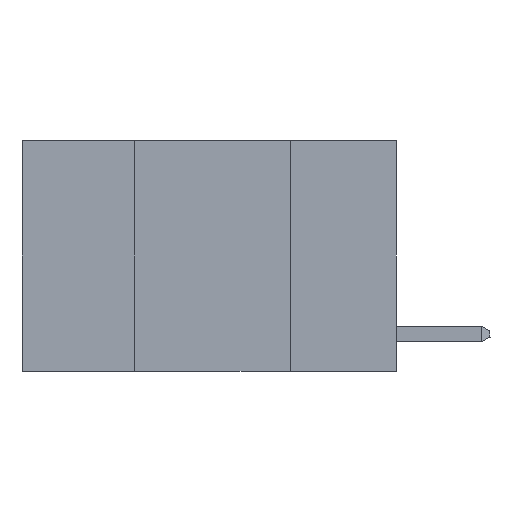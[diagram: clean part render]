
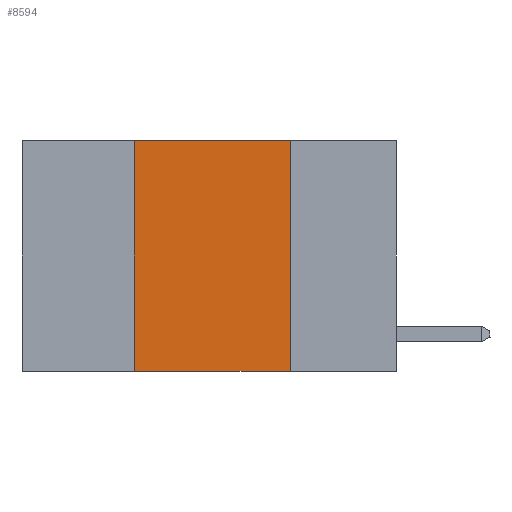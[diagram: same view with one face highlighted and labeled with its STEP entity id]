
A CAD part, left-side view. The second image highlights one B-rep face of the part: STEP entity #8594.
In plain terms, the highlighted planar face has unit normal (-1, 0, 0).
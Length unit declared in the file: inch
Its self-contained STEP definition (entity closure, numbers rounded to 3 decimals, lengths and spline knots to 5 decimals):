
#398 = AXIS2_PLACEMENT_3D ( 'NONE', #1758, #1944, #1010 ) ;
#434 = DIRECTION ( 'NONE',  ( 0., -1., 0. ) ) ;
#476 = VERTEX_POINT ( 'NONE', #5649 ) ;
#1010 = DIRECTION ( 'NONE',  ( 0., 0., -1. ) ) ;
#1738 = VECTOR ( 'NONE', #434, 39.37008 ) ;
#1758 = CARTESIAN_POINT ( 'NONE',  ( 0., 0.6, 0. ) ) ;
#1944 = DIRECTION ( 'NONE',  ( 1., 0., 0. ) ) ;
#2110 = LINE ( 'NONE', #6750, #2493 ) ;
#2493 = VECTOR ( 'NONE', #8902, 39.37008 ) ;
#3164 = EDGE_CURVE ( 'NONE', #476, #6732, #2110, .T. ) ;
#3190 = DIRECTION ( 'NONE',  ( 0., 0., 1. ) ) ;
#3442 = CARTESIAN_POINT ( 'NONE',  ( 0., 0.6, -0.37 ) ) ;
#4164 = ORIENTED_EDGE ( 'NONE', *, *, #3164, .F. ) ;
#4600 = CARTESIAN_POINT ( 'NONE',  ( 0., 0.42, -0.37 ) ) ;
#4652 = EDGE_CURVE ( 'NONE', #8897, #476, #7316, .T. ) ;
#5649 = CARTESIAN_POINT ( 'NONE',  ( 0., 0.17, 0. ) ) ;
#6578 = FACE_OUTER_BOUND ( 'NONE', #7548, .T. ) ;
#6732 = VERTEX_POINT ( 'NONE', #7605 ) ;
#6750 = CARTESIAN_POINT ( 'NONE',  ( 0., 0.17, 0. ) ) ;
#7133 = VERTEX_POINT ( 'NONE', #4600 ) ;
#7182 = DIRECTION ( 'NONE',  ( 0., -1., 0. ) ) ;
#7224 = ORIENTED_EDGE ( 'NONE', *, *, #4652, .F. ) ;
#7316 = LINE ( 'NONE', #9101, #1738 ) ;
#7346 = EDGE_CURVE ( 'NONE', #7133, #8897, #9984, .T. ) ;
#7490 = VECTOR ( 'NONE', #7182, 39.37008 ) ;
#7548 = EDGE_LOOP ( 'NONE', ( #4164, #7224, #11099, #11174 ) ) ;
#7605 = CARTESIAN_POINT ( 'NONE',  ( 0., 0.17, -0.37 ) ) ;
#8594 = ADVANCED_FACE ( 'NONE', ( #6578 ), #10640, .F. ) ;
#8897 = VERTEX_POINT ( 'NONE', #11657 ) ;
#8902 = DIRECTION ( 'NONE',  ( 0., 0., -1. ) ) ;
#9101 = CARTESIAN_POINT ( 'NONE',  ( 0., 0.6, 0. ) ) ;
#9484 = VECTOR ( 'NONE', #3190, 39.37008 ) ;
#9984 = LINE ( 'NONE', #11908, #9484 ) ;
#10393 = EDGE_CURVE ( 'NONE', #7133, #6732, #12175, .T. ) ;
#10640 = PLANE ( 'NONE',  #398 ) ;
#11099 = ORIENTED_EDGE ( 'NONE', *, *, #7346, .F. ) ;
#11174 = ORIENTED_EDGE ( 'NONE', *, *, #10393, .T. ) ;
#11657 = CARTESIAN_POINT ( 'NONE',  ( 0., 0.42, 0. ) ) ;
#11908 = CARTESIAN_POINT ( 'NONE',  ( 0., 0.42, 0. ) ) ;
#12175 = LINE ( 'NONE', #3442, #7490 ) ;
